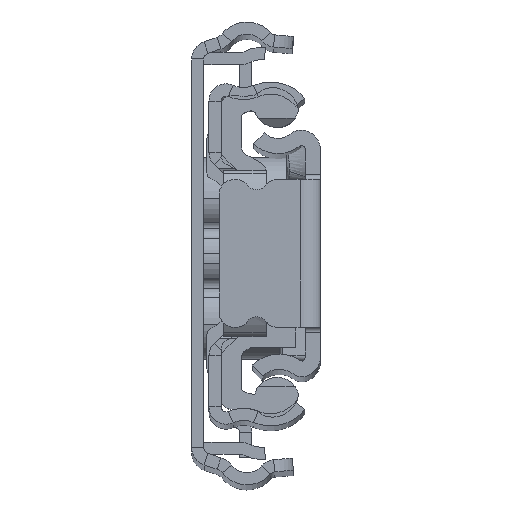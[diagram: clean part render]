
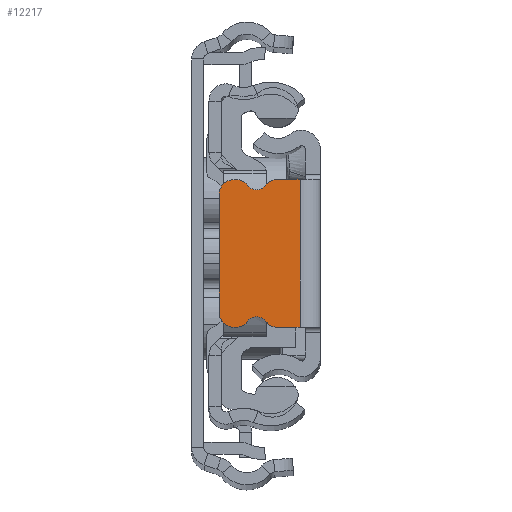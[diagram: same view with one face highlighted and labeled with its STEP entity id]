
A CAD part, top view. The second image highlights one B-rep face of the part: STEP entity #12217.
In plain terms, the highlighted planar face has unit normal (0, 0, 1).
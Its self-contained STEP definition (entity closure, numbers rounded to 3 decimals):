
#39 = CARTESIAN_POINT ( 'NONE',  ( -4.218, 7.3, 0. ) ) ;
#440 = VERTEX_POINT ( 'NONE', #7119 ) ;
#499 = CARTESIAN_POINT ( 'NONE',  ( -2., -7.3, 0. ) ) ;
#753 = VERTEX_POINT ( 'NONE', #2854 ) ;
#978 = CARTESIAN_POINT ( 'NONE',  ( 0., -7.3, 0. ) ) ;
#1597 = CARTESIAN_POINT ( 'NONE',  ( -10., -5.8, 0. ) ) ;
#1710 = ORIENTED_EDGE ( 'NONE', *, *, #2389, .T. ) ;
#1713 = DIRECTION ( 'NONE',  ( 0., 0., 1. ) ) ;
#1879 = CARTESIAN_POINT ( 'NONE',  ( -2., -7.3, 0. ) ) ;
#1991 = AXIS2_PLACEMENT_3D ( 'NONE', #11228, #1713, #15133 ) ;
#2019 = EDGE_CURVE ( 'NONE', #22979, #13589, #15881, .T. ) ;
#2289 = CARTESIAN_POINT ( 'NONE',  ( -5.413, -6.706, 0. ) ) ;
#2300 = ORIENTED_EDGE ( 'NONE', *, *, #3797, .T. ) ;
#2389 = EDGE_CURVE ( 'NONE', #440, #16851, #5414, .T. ) ;
#2589 = AXIS2_PLACEMENT_3D ( 'NONE', #10842, #22290, #18514 ) ;
#2615 = VERTEX_POINT ( 'NONE', #22116 ) ;
#2752 = ORIENTED_EDGE ( 'NONE', *, *, #24504, .F. ) ;
#2854 = CARTESIAN_POINT ( 'NONE',  ( -5.413, 6.706, 0. ) ) ;
#3312 = DIRECTION ( 'NONE',  ( -1., 0., 0. ) ) ;
#3434 = DIRECTION ( 'NONE',  ( 0., 0., 1. ) ) ;
#3658 = DIRECTION ( 'NONE',  ( 1., 0., 0. ) ) ;
#3702 = ORIENTED_EDGE ( 'NONE', *, *, #9280, .T. ) ;
#3797 = EDGE_CURVE ( 'NONE', #17296, #13584, #6692, .T. ) ;
#4230 = DIRECTION ( 'NONE',  ( 1., 0., 0. ) ) ;
#4271 = CARTESIAN_POINT ( 'NONE',  ( -8.5, -7.3, 0. ) ) ;
#4610 = VECTOR ( 'NONE', #4230, 1000. ) ;
#4756 = CARTESIAN_POINT ( 'NONE',  ( -8.5, 5.8, 0. ) ) ;
#4808 = CIRCLE ( 'NONE', #18848, 1.5 ) ;
#4835 = LINE ( 'NONE', #978, #17817 ) ;
#5275 = AXIS2_PLACEMENT_3D ( 'NONE', #4756, #12681, #12304 ) ;
#5409 = DIRECTION ( 'NONE',  ( -1., 0., 0. ) ) ;
#5414 = LINE ( 'NONE', #5530, #9995 ) ;
#5494 = ORIENTED_EDGE ( 'NONE', *, *, #12824, .T. ) ;
#5530 = CARTESIAN_POINT ( 'NONE',  ( 0., 7.3, 0. ) ) ;
#5614 = VERTEX_POINT ( 'NONE', #4271 ) ;
#5822 = CIRCLE ( 'NONE', #8244, 1.5 ) ;
#6050 = ORIENTED_EDGE ( 'NONE', *, *, #24051, .T. ) ;
#6080 = ORIENTED_EDGE ( 'NONE', *, *, #7626, .T. ) ;
#6099 = CARTESIAN_POINT ( 'NONE',  ( -7.167, 6.706, 0. ) ) ;
#6253 = DIRECTION ( 'NONE',  ( 0., -1., 0. ) ) ;
#6692 = LINE ( 'NONE', #14366, #9269 ) ;
#6984 = EDGE_CURVE ( 'NONE', #10396, #753, #21033, .T. ) ;
#7119 = CARTESIAN_POINT ( 'NONE',  ( -2., 7.3, 0. ) ) ;
#7525 = EDGE_CURVE ( 'NONE', #5614, #10746, #23318, .T. ) ;
#7626 = EDGE_CURVE ( 'NONE', #15820, #10250, #4835, .T. ) ;
#7872 = CARTESIAN_POINT ( 'NONE',  ( 0., 0., 0. ) ) ;
#7980 = ORIENTED_EDGE ( 'NONE', *, *, #6984, .F. ) ;
#8057 = EDGE_CURVE ( 'NONE', #13584, #5614, #5822, .T. ) ;
#8194 = AXIS2_PLACEMENT_3D ( 'NONE', #11443, #11315, #11185 ) ;
#8244 = AXIS2_PLACEMENT_3D ( 'NONE', #17087, #3434, #5409 ) ;
#8484 = CARTESIAN_POINT ( 'NONE',  ( 0., -7.3, 0. ) ) ;
#8615 = DIRECTION ( 'NONE',  ( 1., 0., 0. ) ) ;
#9166 = AXIS2_PLACEMENT_3D ( 'NONE', #7872, #13540, #12147 ) ;
#9269 = VECTOR ( 'NONE', #20145, 1000. ) ;
#9280 = EDGE_CURVE ( 'NONE', #16851, #753, #4808, .T. ) ;
#9759 = CIRCLE ( 'NONE', #23830, 1.5 ) ;
#9794 = DIRECTION ( 'NONE',  ( 0., 0., 1. ) ) ;
#9995 = VECTOR ( 'NONE', #23019, 1000. ) ;
#10006 = PLANE ( 'NONE',  #9166 ) ;
#10250 = VERTEX_POINT ( 'NONE', #1879 ) ;
#10396 = VERTEX_POINT ( 'NONE', #6099 ) ;
#10746 = VERTEX_POINT ( 'NONE', #20136 ) ;
#10842 = CARTESIAN_POINT ( 'NONE',  ( -8.362, 5.8, 0. ) ) ;
#11185 = DIRECTION ( 'NONE',  ( -1., 0., 0. ) ) ;
#11228 = CARTESIAN_POINT ( 'NONE',  ( -6.29, -7.37, 0. ) ) ;
#11315 = DIRECTION ( 'NONE',  ( 0., 0., 1. ) ) ;
#11443 = CARTESIAN_POINT ( 'NONE',  ( -8.362, -5.8, 0. ) ) ;
#12147 = DIRECTION ( 'NONE',  ( -1., 0., 0. ) ) ;
#12156 = ORIENTED_EDGE ( 'NONE', *, *, #2019, .F. ) ;
#12184 = CIRCLE ( 'NONE', #2589, 1.5 ) ;
#12217 = ADVANCED_FACE ( 'NONE', ( #19825 ), #10006, .F. ) ;
#12304 = DIRECTION ( 'NONE',  ( -1., 0., 0. ) ) ;
#12523 = DIRECTION ( 'NONE',  ( -1., 0., 0. ) ) ;
#12681 = DIRECTION ( 'NONE',  ( 0., 0., 1. ) ) ;
#12754 = ORIENTED_EDGE ( 'NONE', *, *, #15974, .T. ) ;
#12824 = EDGE_CURVE ( 'NONE', #10396, #18455, #12184, .T. ) ;
#12885 = EDGE_CURVE ( 'NONE', #22979, #15820, #9759, .T. ) ;
#12945 = CARTESIAN_POINT ( 'NONE',  ( -6.29, 7.37, 0. ) ) ;
#13540 = DIRECTION ( 'NONE',  ( 0., 0., -1. ) ) ;
#13584 = VERTEX_POINT ( 'NONE', #1597 ) ;
#13589 = VERTEX_POINT ( 'NONE', #20565 ) ;
#13799 = CARTESIAN_POINT ( 'NONE',  ( -4.218, -7.3, 0. ) ) ;
#14366 = CARTESIAN_POINT ( 'NONE',  ( -10., 0., 0. ) ) ;
#14596 = ORIENTED_EDGE ( 'NONE', *, *, #20374, .T. ) ;
#14728 = CARTESIAN_POINT ( 'NONE',  ( -4.218, 5.8, 0. ) ) ;
#14774 = CARTESIAN_POINT ( 'NONE',  ( 0., 7.3, 0. ) ) ;
#14876 = CARTESIAN_POINT ( 'NONE',  ( -10., 5.8, 0. ) ) ;
#15042 = VECTOR ( 'NONE', #6253, 1000. ) ;
#15133 = DIRECTION ( 'NONE',  ( -1., 0., 0. ) ) ;
#15820 = VERTEX_POINT ( 'NONE', #13799 ) ;
#15881 = CIRCLE ( 'NONE', #1991, 1.1 ) ;
#15974 = EDGE_CURVE ( 'NONE', #18455, #2615, #18049, .T. ) ;
#16851 = VERTEX_POINT ( 'NONE', #39 ) ;
#17087 = CARTESIAN_POINT ( 'NONE',  ( -8.5, -5.8, 0. ) ) ;
#17126 = ORIENTED_EDGE ( 'NONE', *, *, #7525, .T. ) ;
#17296 = VERTEX_POINT ( 'NONE', #14876 ) ;
#17817 = VECTOR ( 'NONE', #8615, 1000. ) ;
#18049 = LINE ( 'NONE', #14774, #24125 ) ;
#18210 = AXIS2_PLACEMENT_3D ( 'NONE', #12945, #18736, #3658 ) ;
#18455 = VERTEX_POINT ( 'NONE', #19242 ) ;
#18514 = DIRECTION ( 'NONE',  ( -1., 0., 0. ) ) ;
#18643 = DIRECTION ( 'NONE',  ( -1., 0., 0. ) ) ;
#18736 = DIRECTION ( 'NONE',  ( 0., 0., 1. ) ) ;
#18848 = AXIS2_PLACEMENT_3D ( 'NONE', #14728, #22393, #3312 ) ;
#19242 = CARTESIAN_POINT ( 'NONE',  ( -8.362, 7.3, 0. ) ) ;
#19825 = FACE_OUTER_BOUND ( 'NONE', #21837, .T. ) ;
#20136 = CARTESIAN_POINT ( 'NONE',  ( -8.362, -7.3, 0. ) ) ;
#20145 = DIRECTION ( 'NONE',  ( 0., -1., 0. ) ) ;
#20246 = CIRCLE ( 'NONE', #8194, 1.5 ) ;
#20374 = EDGE_CURVE ( 'NONE', #2615, #17296, #21347, .T. ) ;
#20565 = CARTESIAN_POINT ( 'NONE',  ( -7.167, -6.706, 0. ) ) ;
#21033 = CIRCLE ( 'NONE', #18210, 1.1 ) ;
#21230 = CARTESIAN_POINT ( 'NONE',  ( -4.218, -5.8, 0. ) ) ;
#21338 = LINE ( 'NONE', #499, #15042 ) ;
#21347 = CIRCLE ( 'NONE', #5275, 1.5 ) ;
#21837 = EDGE_LOOP ( 'NONE', ( #12754, #14596, #2300, #22104, #17126, #6050, #12156, #24258, #6080, #2752, #1710, #3702, #7980, #5494 ) ) ;
#22104 = ORIENTED_EDGE ( 'NONE', *, *, #8057, .T. ) ;
#22116 = CARTESIAN_POINT ( 'NONE',  ( -8.5, 7.3, 0. ) ) ;
#22290 = DIRECTION ( 'NONE',  ( 0., 0., 1. ) ) ;
#22393 = DIRECTION ( 'NONE',  ( 0., 0., 1. ) ) ;
#22979 = VERTEX_POINT ( 'NONE', #2289 ) ;
#23019 = DIRECTION ( 'NONE',  ( -1., 0., 0. ) ) ;
#23318 = LINE ( 'NONE', #8484, #4610 ) ;
#23830 = AXIS2_PLACEMENT_3D ( 'NONE', #21230, #9794, #18643 ) ;
#24051 = EDGE_CURVE ( 'NONE', #10746, #13589, #20246, .T. ) ;
#24125 = VECTOR ( 'NONE', #12523, 1000. ) ;
#24258 = ORIENTED_EDGE ( 'NONE', *, *, #12885, .T. ) ;
#24504 = EDGE_CURVE ( 'NONE', #440, #10250, #21338, .T. ) ;
